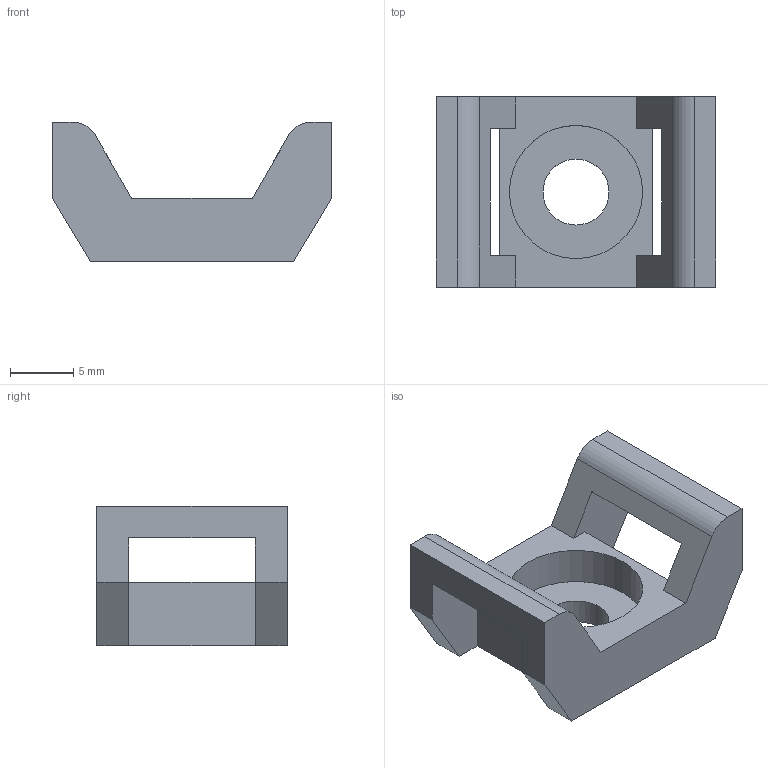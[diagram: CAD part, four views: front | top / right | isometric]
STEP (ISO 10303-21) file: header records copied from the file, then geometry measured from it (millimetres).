
FILE_DESCRIPTION(/* description */ (''),/* implementation_level */ '2;1');
FILE_NAME(/* name */ '623041.stp',/* time_stamp */ '2014-03-13T20:28:31+01:00',/* author */ ('jank'),/* organization */ ('Alutec K&K'),/* preprocessor_version */ 'ST-DEVELOPER v15.2',/* originating_system */ 'Autodesk Inventor 2014',/* authorisation */ '');
FILE_SCHEMA (('AUTOMOTIVE_DESIGN { 1 0 10303 214 3 1 1 }'));
Length unit declared in the file: millimetre
Products named in the file (1): 623041
Bounding box: 22 x 15 x 11 mm (x, y, z)
Volume: 1212.8 mm3; surface area: 1454.6 mm2
Topology: 1 solids, 1 shells, 27 faces, 84 edges, 56 vertices
Faces by surface type: plane 23, cylinder 4
Full cylindrical faces by diameter (mm): 5.2 x1, 10.5 x1
Entity records: 956 total; most frequent: CARTESIAN_POINT 166, ORIENTED_EDGE 164, DIRECTION 146, EDGE_CURVE 82, LINE 74, VECTOR 74, VERTEX_POINT 56, AXIS2_PLACEMENT_3D 36
